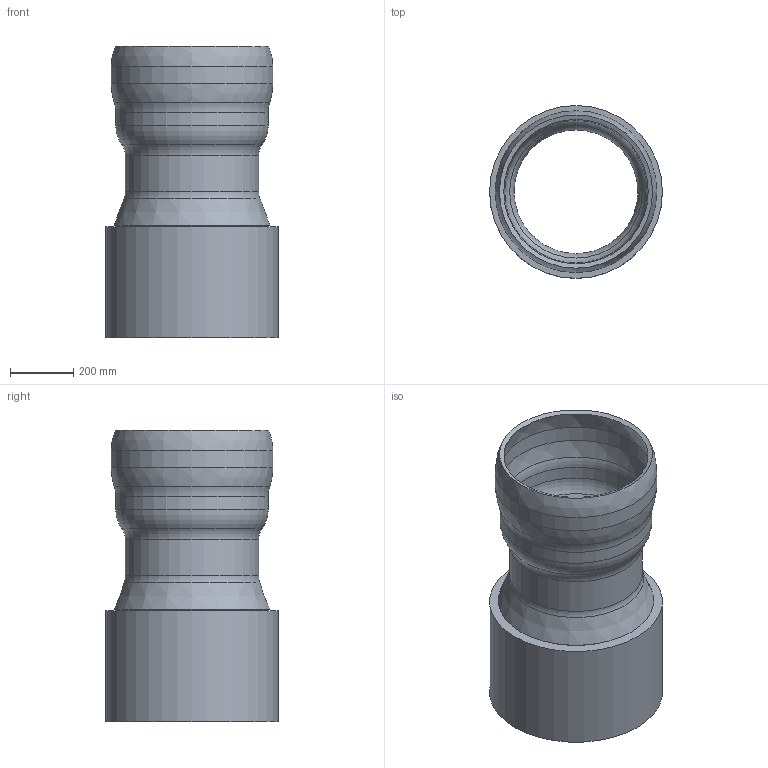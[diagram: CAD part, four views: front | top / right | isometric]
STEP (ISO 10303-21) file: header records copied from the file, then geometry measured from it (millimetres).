
FILE_DESCRIPTION(/* description */ (''),/* implementation_level */ '2;1');
FILE_NAME(/* name */ '00726.040X_3D.stp',/* time_stamp */ '2024-12-11T13:00:12+01:00',/* author */ ('CAD'),/* organization */ (''),/* preprocessor_version */ 'ST-DEVELOPER v20',/* originating_system */ 'AutoCAD Mechanical',/* authorisation */ '');
FILE_SCHEMA (('AUTOMOTIVE_DESIGN { 1 0 10303 214 3 1 1 }'));
Length unit declared in the file: centimetre
Products named in the file (2): Product; *S0
Assembly tree (1 placements, depth 2):
  Product
    *S0
Bounding box: 545 x 545 x 920 mm (x, y, z)
Volume: 35050137.2 mm3; surface area: 3115306.3 mm2
Topology: 2 solids, 2 shells, 49 faces, 112 edges, 65 vertices
Faces by surface type: cone 28, torus 8, cylinder 7, bspline 4, plane 2
Full cylindrical faces by diameter (mm): 390 x1, 420 x1, 450 x1, 480 x2, 510 x1, 545 x1
Entity records: 1529 total; most frequent: CARTESIAN_POINT 333, DIRECTION 285, ORIENTED_EDGE 224, AXIS2_PLACEMENT_3D 125, EDGE_CURVE 112, CIRCLE 77, VERTEX_POINT 65, EDGE_LOOP 51
